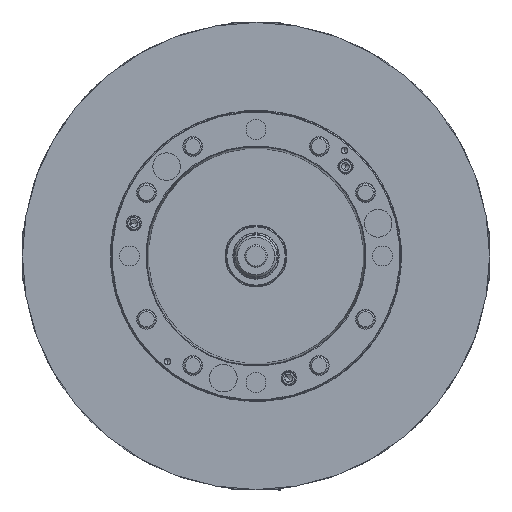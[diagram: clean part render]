
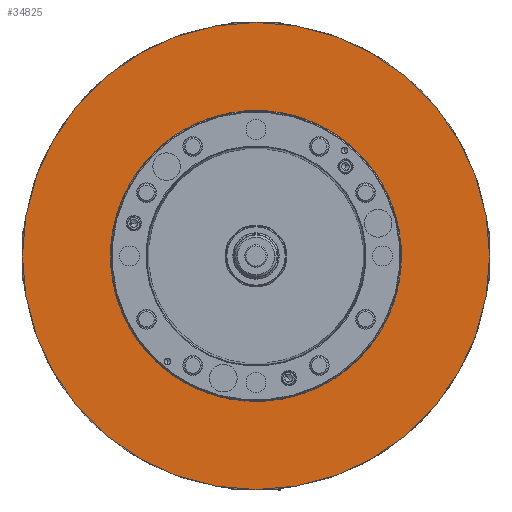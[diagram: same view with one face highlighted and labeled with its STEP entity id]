
A CAD part, left-side view. The second image highlights one B-rep face of the part: STEP entity #34825.
In plain terms, the highlighted planar face has unit normal (-1, 0, 0).
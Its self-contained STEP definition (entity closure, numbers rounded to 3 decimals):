
#365 = DIRECTION ( 'NONE',  ( 0., -1., 0. ) ) ;
#1092 = CIRCLE ( 'NONE', #45017, 305. ) ;
#5968 = CARTESIAN_POINT ( 'NONE',  ( -127., 0., 0. ) ) ;
#6646 = EDGE_CURVE ( 'NONE', #56139, #21349, #29819, .T. ) ;
#7025 = DIRECTION ( 'NONE',  ( 1., 0., 0. ) ) ;
#10182 = AXIS2_PLACEMENT_3D ( 'NONE', #20381, #59352, #25967 ) ;
#11206 = EDGE_CURVE ( 'NONE', #21349, #56139, #36957, .T. ) ;
#11288 = FACE_BOUND ( 'NONE', #27528, .T. ) ;
#11565 = DIRECTION ( 'NONE',  ( 0., 1., 0. ) ) ;
#20381 = CARTESIAN_POINT ( 'NONE',  ( -127., 0., 0. ) ) ;
#21162 = ORIENTED_EDGE ( 'NONE', *, *, #6646, .T. ) ;
#21349 = VERTEX_POINT ( 'NONE', #40876 ) ;
#22336 = EDGE_CURVE ( 'NONE', #35879, #37796, #1092, .T. ) ;
#25005 = CARTESIAN_POINT ( 'NONE',  ( -127., 190., 0. ) ) ;
#25967 = DIRECTION ( 'NONE',  ( 0., 1., 0. ) ) ;
#26928 = ORIENTED_EDGE ( 'NONE', *, *, #22336, .F. ) ;
#27528 = EDGE_LOOP ( 'NONE', ( #21162, #70773 ) ) ;
#28129 = PLANE ( 'NONE',  #70836 ) ;
#28528 = DIRECTION ( 'NONE',  ( 1., 0., 0. ) ) ;
#29819 = CIRCLE ( 'NONE', #10182, 190. ) ;
#33708 = DIRECTION ( 'NONE',  ( -1., 0., 0. ) ) ;
#34825 = ADVANCED_FACE ( 'NONE', ( #11288, #68827 ), #28129, .T. ) ;
#35879 = VERTEX_POINT ( 'NONE', #71850 ) ;
#36087 = EDGE_CURVE ( 'NONE', #37796, #35879, #67782, .T. ) ;
#36957 = CIRCLE ( 'NONE', #37532, 190. ) ;
#37532 = AXIS2_PLACEMENT_3D ( 'NONE', #61935, #28528, #67532 ) ;
#37796 = VERTEX_POINT ( 'NONE', #54055 ) ;
#40375 = CARTESIAN_POINT ( 'NONE',  ( -127., 0., 0. ) ) ;
#40876 = CARTESIAN_POINT ( 'NONE',  ( -127., -190., 0. ) ) ;
#41434 = AXIS2_PLACEMENT_3D ( 'NONE', #40375, #7025, #45936 ) ;
#44888 = DIRECTION ( 'NONE',  ( 1., 0., 0. ) ) ;
#45017 = AXIS2_PLACEMENT_3D ( 'NONE', #5968, #44888, #11565 ) ;
#45936 = DIRECTION ( 'NONE',  ( 0., 1., 0. ) ) ;
#50276 = CARTESIAN_POINT ( 'NONE',  ( -127., 190., 0. ) ) ;
#53720 = ORIENTED_EDGE ( 'NONE', *, *, #36087, .F. ) ;
#54055 = CARTESIAN_POINT ( 'NONE',  ( -127., -305., 0. ) ) ;
#56139 = VERTEX_POINT ( 'NONE', #25005 ) ;
#59352 = DIRECTION ( 'NONE',  ( 1., 0., 0. ) ) ;
#60778 = EDGE_LOOP ( 'NONE', ( #26928, #53720 ) ) ;
#61935 = CARTESIAN_POINT ( 'NONE',  ( -127., 0., 0. ) ) ;
#67532 = DIRECTION ( 'NONE',  ( 0., 1., 0. ) ) ;
#67782 = CIRCLE ( 'NONE', #41434, 305. ) ;
#68827 = FACE_OUTER_BOUND ( 'NONE', #60778, .T. ) ;
#70773 = ORIENTED_EDGE ( 'NONE', *, *, #11206, .T. ) ;
#70836 = AXIS2_PLACEMENT_3D ( 'NONE', #50276, #33708, #365 ) ;
#71850 = CARTESIAN_POINT ( 'NONE',  ( -127., 305., 0. ) ) ;
